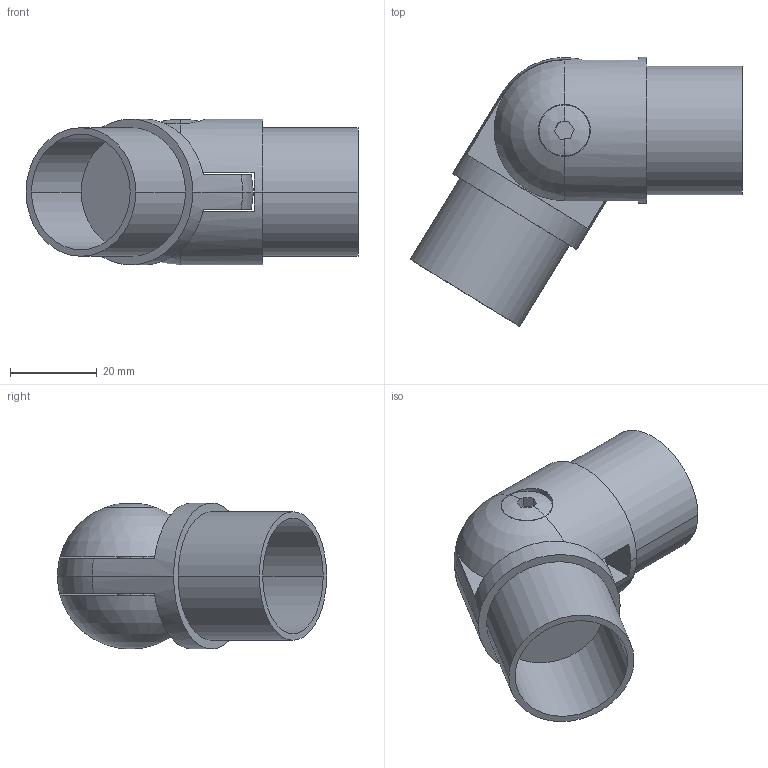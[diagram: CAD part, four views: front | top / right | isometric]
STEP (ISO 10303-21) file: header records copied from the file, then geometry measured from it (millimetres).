
FILE_DESCRIPTION (( 'STEP AP203' ), '1' );
FILE_NAME ('3D_GR1192_42.4x2_188851290.STEP', '2024-11-12T07:37:33', ( '' ), ( '' ), 'SwSTEP 2.0', 'SolidWorks 2023', '' );
FILE_SCHEMA (( 'CONFIG_CONTROL_DESIGN' ));
Length unit declared in the file: millimetre
Products named in the file (1): 3D_GR1192_42.4x2_188851290
Bounding box: 76.65 x 62.13 x 33.7 mm (x, y, z)
Volume: 36515.3 mm3; surface area: 19947.6 mm2
Topology: 3 solids, 3 shells, 56 faces, 131 edges, 86 vertices
Faces by surface type: cylinder 24, plane 24, sphere 4, bspline 2, cone 2
Entity records: 1761 total; most frequent: CARTESIAN_POINT 367, DIRECTION 294, ORIENTED_EDGE 258, EDGE_CURVE 129, AXIS2_PLACEMENT_3D 122, VERTEX_POINT 85, CIRCLE 67, EDGE_LOOP 66
